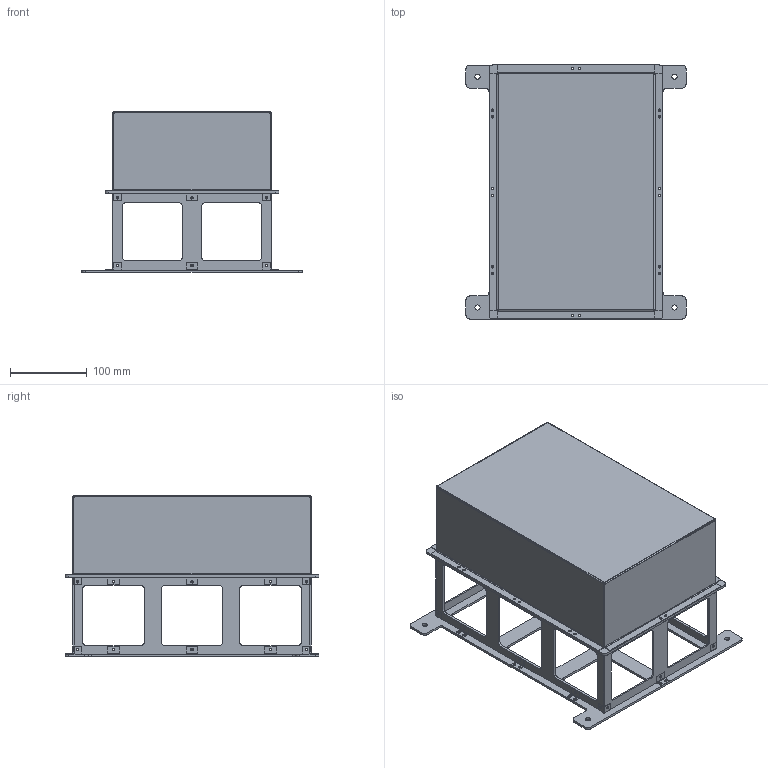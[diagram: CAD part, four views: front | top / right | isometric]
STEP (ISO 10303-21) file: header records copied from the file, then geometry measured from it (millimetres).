
FILE_DESCRIPTION (( 'STEP AP214' ), '1' );
FILE_NAME ('12U_payload.STEP', '2022-12-13T07:04:44', ( '' ), ( '' ), 'SwSTEP 2.0', 'SolidWorks 2022', '' );
FILE_SCHEMA (( 'AUTOMOTIVE_DESIGN' ));
Length unit declared in the file: millimetre
Products named in the file (9): s1_sl; S1; L1; L2; s1_ss; S2_plate; 12U_payload; S_2; s1
Assembly tree (32 placements, depth 3):
  12U_payload
    s1
    S1
      s1_sl  x2
      s1_ss  x2
      L1  x8
      L2  x16
    S2_plate
    S_2
Bounding box: 286 x 330 x 209 mm (x, y, z)
Volume: 517519.5 mm3; surface area: 641406.5 mm2
Topology: 31 solids, 31 shells, 970 faces, 2468 edges, 1560 vertices
Faces by surface type: plane 498, cylinder 472
Entity records: 16710 total; most frequent: DIRECTION 2766, CARTESIAN_POINT 2566, ORIENTED_EDGE 2516, EDGE_CURVE 1258, AXIS2_PLACEMENT_3D 1012, VERTEX_POINT 812, LINE 742, VECTOR 742
